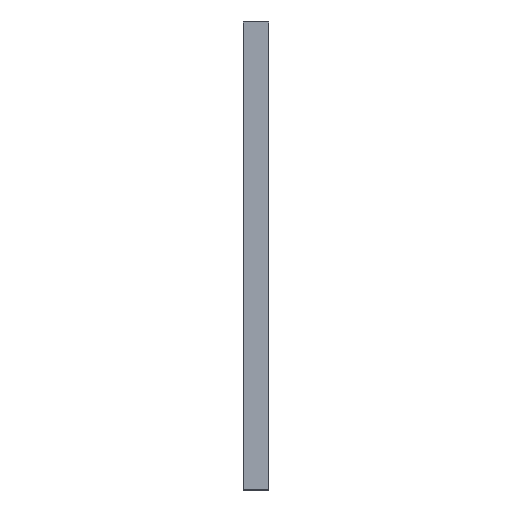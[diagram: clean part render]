
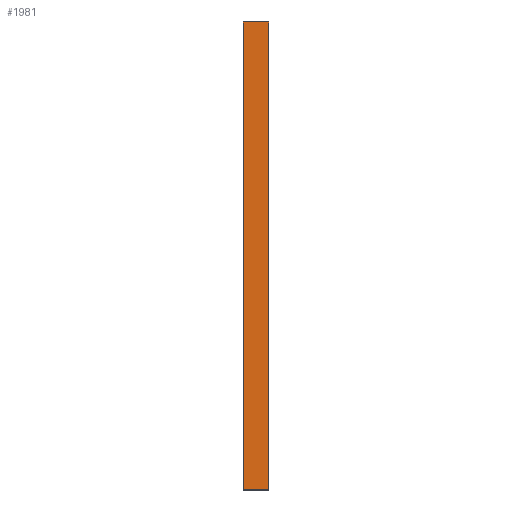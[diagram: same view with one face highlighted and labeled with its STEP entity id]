
A CAD part, left-side view. The second image highlights one B-rep face of the part: STEP entity #1981.
In plain terms, the highlighted planar face has unit normal (-1, 0, 0).
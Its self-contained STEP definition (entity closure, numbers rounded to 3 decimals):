
#97 = DIRECTION ( 'NONE',  ( 0., 0., -1. ) ) ;
#108 = LINE ( 'NONE', #729, #393 ) ;
#187 = EDGE_CURVE ( 'NONE', #1407, #1333, #1462, .T. ) ;
#215 = CARTESIAN_POINT ( 'NONE',  ( -305.75, 0., 54.75 ) ) ;
#393 = VECTOR ( 'NONE', #97, 1000. ) ;
#426 = PLANE ( 'NONE',  #514 ) ;
#514 = AXIS2_PLACEMENT_3D ( 'NONE', #1520, #1057, #583 ) ;
#534 = EDGE_CURVE ( 'NONE', #1157, #1578, #108, .T. ) ;
#583 = DIRECTION ( 'NONE',  ( 0., 0., 1. ) ) ;
#636 = DIRECTION ( 'NONE',  ( 0., -1., 0. ) ) ;
#645 = CARTESIAN_POINT ( 'NONE',  ( -305.75, 0., -54.75 ) ) ;
#656 = VECTOR ( 'NONE', #1393, 1000. ) ;
#674 = DIRECTION ( 'NONE',  ( 0., -1., 0. ) ) ;
#729 = CARTESIAN_POINT ( 'NONE',  ( -305.75, 0., 54.75 ) ) ;
#759 = EDGE_CURVE ( 'NONE', #1407, #1157, #827, .T. ) ;
#827 = LINE ( 'NONE', #1086, #1807 ) ;
#933 = ORIENTED_EDGE ( 'NONE', *, *, #759, .F. ) ;
#987 = CARTESIAN_POINT ( 'NONE',  ( -305.75, 6., -54.75 ) ) ;
#988 = LINE ( 'NONE', #987, #1597 ) ;
#1001 = ORIENTED_EDGE ( 'NONE', *, *, #187, .T. ) ;
#1057 = DIRECTION ( 'NONE',  ( -1., 0., 0. ) ) ;
#1086 = CARTESIAN_POINT ( 'NONE',  ( -305.75, 6., 54.75 ) ) ;
#1157 = VERTEX_POINT ( 'NONE', #215 ) ;
#1239 = CARTESIAN_POINT ( 'NONE',  ( -305.75, 6., 54.75 ) ) ;
#1320 = EDGE_LOOP ( 'NONE', ( #1467, #933, #1001, #1621 ) ) ;
#1333 = VERTEX_POINT ( 'NONE', #1497 ) ;
#1380 = CARTESIAN_POINT ( 'NONE',  ( -305.75, 6., 54.75 ) ) ;
#1393 = DIRECTION ( 'NONE',  ( 0., 0., -1. ) ) ;
#1407 = VERTEX_POINT ( 'NONE', #1380 ) ;
#1462 = LINE ( 'NONE', #1239, #656 ) ;
#1467 = ORIENTED_EDGE ( 'NONE', *, *, #534, .F. ) ;
#1497 = CARTESIAN_POINT ( 'NONE',  ( -305.75, 6., -54.75 ) ) ;
#1520 = CARTESIAN_POINT ( 'NONE',  ( -305.75, 6., 54.75 ) ) ;
#1578 = VERTEX_POINT ( 'NONE', #645 ) ;
#1597 = VECTOR ( 'NONE', #674, 1000. ) ;
#1617 = FACE_OUTER_BOUND ( 'NONE', #1320, .T. ) ;
#1621 = ORIENTED_EDGE ( 'NONE', *, *, #1717, .T. ) ;
#1717 = EDGE_CURVE ( 'NONE', #1333, #1578, #988, .T. ) ;
#1807 = VECTOR ( 'NONE', #636, 1000. ) ;
#1981 = ADVANCED_FACE ( 'NONE', ( #1617 ), #426, .T. ) ;
